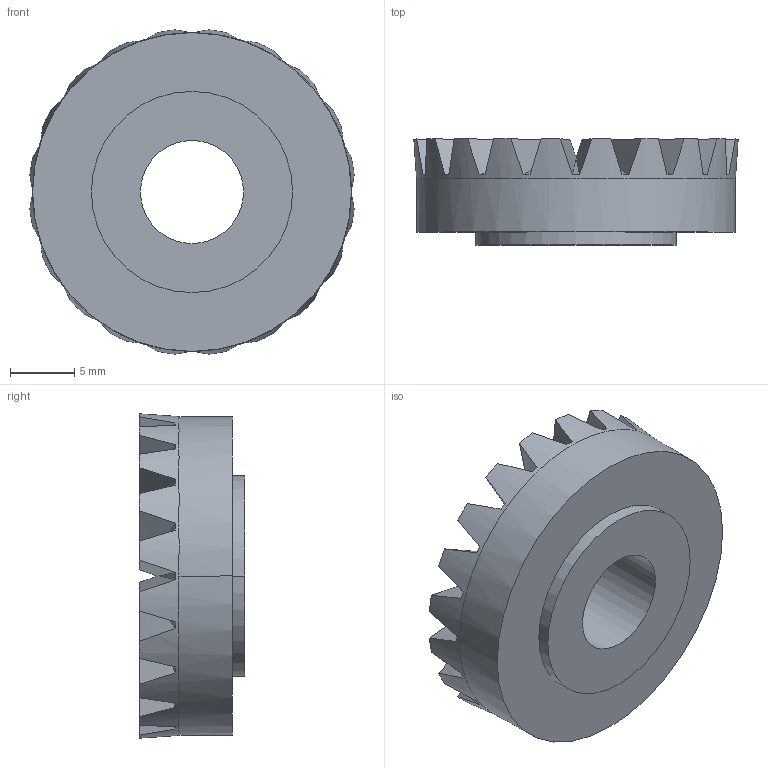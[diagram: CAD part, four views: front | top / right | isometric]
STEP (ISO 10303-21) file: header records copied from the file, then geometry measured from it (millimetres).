
FILE_DESCRIPTION(('STEP AP214'),'1');
FILE_NAME('PCT12108P101 - Stock.stp','2017-05-04T12:28:45',(' '),(' '),'Spatial InterOp 3D',' ',' ');
FILE_SCHEMA(('AUTOMOTIVE_DESIGN { 1 0 10303 214 1 1 1 1 }'));
Length unit declared in the file: millimetre
Products named in the file (1): PCT12108P101 - Stock
Bounding box: 25.16 x 8.22 x 25.16 mm (x, y, z)
Volume: 2876.3 mm3; surface area: 1998.3 mm2
Topology: 1 solids, 1 shells, 92 faces, 342 edges, 253 vertices
Faces by surface type: offset 60, cone 22, cylinder 6, plane 3, bspline 1
Entity records: 15190 total; most frequent: CARTESIAN_POINT 11998, ORIENTED_EDGE 684, EDGE_CURVE 342, VERTEX_POINT 253, DIRECTION 252, B_SPLINE_CURVE_WITH_KNOTS 245, AXIS2_PLACEMENT_3D 123, EDGE_LOOP 95
